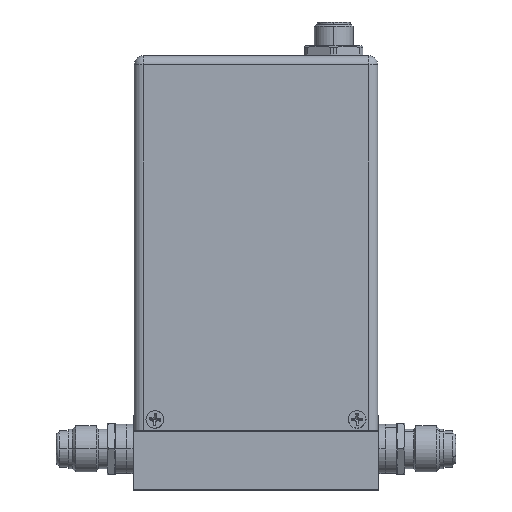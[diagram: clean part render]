
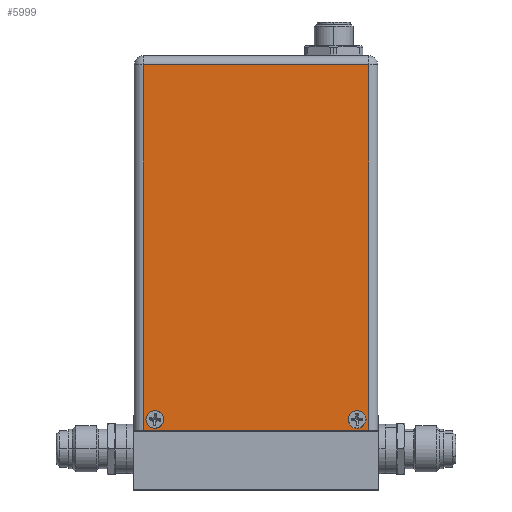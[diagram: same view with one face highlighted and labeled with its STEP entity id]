
A CAD part, top view. The second image highlights one B-rep face of the part: STEP entity #5999.
In plain terms, the highlighted planar face has unit normal (0, 0, 1).
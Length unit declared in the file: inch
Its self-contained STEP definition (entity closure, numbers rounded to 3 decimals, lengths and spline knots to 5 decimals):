
#363 = DIRECTION ( 'NONE',  ( 1., 0., 0. ) ) ;
#366 = VECTOR ( 'NONE', #2641, 39.37008 ) ;
#516 = CARTESIAN_POINT ( 'NONE',  ( 0.54053, -18.38997, 0.7125 ) ) ;
#1305 = DIRECTION ( 'NONE',  ( 1., 0., 0. ) ) ;
#1504 = CIRCLE ( 'NONE', #7124, 0.109 ) ;
#2226 = DIRECTION ( 'NONE',  ( 1., 0., 0. ) ) ;
#2530 = ORIENTED_EDGE ( 'NONE', *, *, #8183, .T. ) ;
#2641 = DIRECTION ( 'NONE',  ( 0., -1., 0. ) ) ;
#2876 = DIRECTION ( 'NONE',  ( -1., 0., 0. ) ) ;
#2893 = CIRCLE ( 'NONE', #15566, 0.109 ) ;
#2951 = CARTESIAN_POINT ( 'NONE',  ( 0.64953, -18.38997, 0.7125 ) ) ;
#2970 = ORIENTED_EDGE ( 'NONE', *, *, #13047, .T. ) ;
#3171 = DIRECTION ( 'NONE',  ( 0., 1., 0. ) ) ;
#3198 = VECTOR ( 'NONE', #5944, 39.37008 ) ;
#3639 = CARTESIAN_POINT ( 'NONE',  ( 3.12153, -18.38997, 0.7125 ) ) ;
#4732 = VERTEX_POINT ( 'NONE', #17315 ) ;
#5327 = VERTEX_POINT ( 'NONE', #14004 ) ;
#5471 = ORIENTED_EDGE ( 'NONE', *, *, #18376, .F. ) ;
#5557 = EDGE_LOOP ( 'NONE', ( #14015, #5471 ) ) ;
#5936 = CARTESIAN_POINT ( 'NONE',  ( 0.43153, -18.38997, 0.7125 ) ) ;
#5944 = DIRECTION ( 'NONE',  ( 1., 0., 0. ) ) ;
#5999 = ADVANCED_FACE ( 'NONE', ( #14761, #21693, #16768 ), #18549, .F. ) ;
#6144 = AXIS2_PLACEMENT_3D ( 'NONE', #15671, #12025, #13127 ) ;
#6482 = CIRCLE ( 'NONE', #15413, 0.109 ) ;
#7124 = AXIS2_PLACEMENT_3D ( 'NONE', #20590, #10566, #363 ) ;
#7523 = CARTESIAN_POINT ( 'NONE',  ( 2.90353, -18.38997, 0.7125 ) ) ;
#7601 = AXIS2_PLACEMENT_3D ( 'NONE', #516, #12425, #2226 ) ;
#7866 = EDGE_LOOP ( 'NONE', ( #19084, #8739 ) ) ;
#8183 = EDGE_CURVE ( 'NONE', #4732, #18909, #14884, .T. ) ;
#8261 = VERTEX_POINT ( 'NONE', #2951 ) ;
#8402 = EDGE_LOOP ( 'NONE', ( #15805, #2530, #2970, #13251 ) ) ;
#8504 = LINE ( 'NONE', #17809, #366 ) ;
#8620 = CARTESIAN_POINT ( 'NONE',  ( 3.01253, -18.38997, 0.7125 ) ) ;
#8739 = ORIENTED_EDGE ( 'NONE', *, *, #14163, .F. ) ;
#8821 = VECTOR ( 'NONE', #3171, 39.37008 ) ;
#8923 = EDGE_CURVE ( 'NONE', #14677, #5327, #8504, .T. ) ;
#9902 = LINE ( 'NONE', #14440, #3198 ) ;
#10322 = CARTESIAN_POINT ( 'NONE',  ( 3.15403, -13.94697, 0.7125 ) ) ;
#10325 = DIRECTION ( 'NONE',  ( 1., 0., 0. ) ) ;
#10566 = DIRECTION ( 'NONE',  ( 0., 0., 1. ) ) ;
#11514 = DIRECTION ( 'NONE',  ( 0., 0., 1. ) ) ;
#12025 = DIRECTION ( 'NONE',  ( 0., 0., -1. ) ) ;
#12156 = CARTESIAN_POINT ( 'NONE',  ( 0.39903, -14.05697, 0.7125 ) ) ;
#12272 = EDGE_CURVE ( 'NONE', #17371, #17520, #6482, .T. ) ;
#12425 = DIRECTION ( 'NONE',  ( 0., 0., 1. ) ) ;
#12774 = CARTESIAN_POINT ( 'NONE',  ( 3.15403, -14.05697, 0.7125 ) ) ;
#13047 = EDGE_CURVE ( 'NONE', #18909, #14677, #20061, .T. ) ;
#13127 = DIRECTION ( 'NONE',  ( -1., 0., 0. ) ) ;
#13251 = ORIENTED_EDGE ( 'NONE', *, *, #8923, .T. ) ;
#13935 = EDGE_CURVE ( 'NONE', #5327, #4732, #9902, .T. ) ;
#14004 = CARTESIAN_POINT ( 'NONE',  ( 0.39903, -18.52497, 0.7125 ) ) ;
#14015 = ORIENTED_EDGE ( 'NONE', *, *, #17398, .F. ) ;
#14163 = EDGE_CURVE ( 'NONE', #17520, #17371, #2893, .T. ) ;
#14440 = CARTESIAN_POINT ( 'NONE',  ( 0.28903, -18.52497, 0.7125 ) ) ;
#14677 = VERTEX_POINT ( 'NONE', #12156 ) ;
#14761 = FACE_BOUND ( 'NONE', #7866, .T. ) ;
#14830 = CARTESIAN_POINT ( 'NONE',  ( 0.28903, -14.05697, 0.7125 ) ) ;
#14884 = LINE ( 'NONE', #10322, #8821 ) ;
#15413 = AXIS2_PLACEMENT_3D ( 'NONE', #21522, #11514, #1305 ) ;
#15566 = AXIS2_PLACEMENT_3D ( 'NONE', #8620, #20349, #10325 ) ;
#15640 = VECTOR ( 'NONE', #2876, 39.37008 ) ;
#15671 = CARTESIAN_POINT ( 'NONE',  ( 0.28903, -13.94697, 0.7125 ) ) ;
#15805 = ORIENTED_EDGE ( 'NONE', *, *, #13935, .T. ) ;
#16768 = FACE_OUTER_BOUND ( 'NONE', #8402, .T. ) ;
#17315 = CARTESIAN_POINT ( 'NONE',  ( 3.15403, -18.52497, 0.7125 ) ) ;
#17371 = VERTEX_POINT ( 'NONE', #3639 ) ;
#17398 = EDGE_CURVE ( 'NONE', #8261, #20851, #1504, .T. ) ;
#17520 = VERTEX_POINT ( 'NONE', #7523 ) ;
#17809 = CARTESIAN_POINT ( 'NONE',  ( 0.39903, -13.94697, 0.7125 ) ) ;
#18376 = EDGE_CURVE ( 'NONE', #20851, #8261, #20488, .T. ) ;
#18549 = PLANE ( 'NONE',  #6144 ) ;
#18909 = VERTEX_POINT ( 'NONE', #12774 ) ;
#19084 = ORIENTED_EDGE ( 'NONE', *, *, #12272, .F. ) ;
#20061 = LINE ( 'NONE', #14830, #15640 ) ;
#20349 = DIRECTION ( 'NONE',  ( 0., 0., 1. ) ) ;
#20488 = CIRCLE ( 'NONE', #7601, 0.109 ) ;
#20590 = CARTESIAN_POINT ( 'NONE',  ( 0.54053, -18.38997, 0.7125 ) ) ;
#20851 = VERTEX_POINT ( 'NONE', #5936 ) ;
#21522 = CARTESIAN_POINT ( 'NONE',  ( 3.01253, -18.38997, 0.7125 ) ) ;
#21693 = FACE_BOUND ( 'NONE', #5557, .T. ) ;
